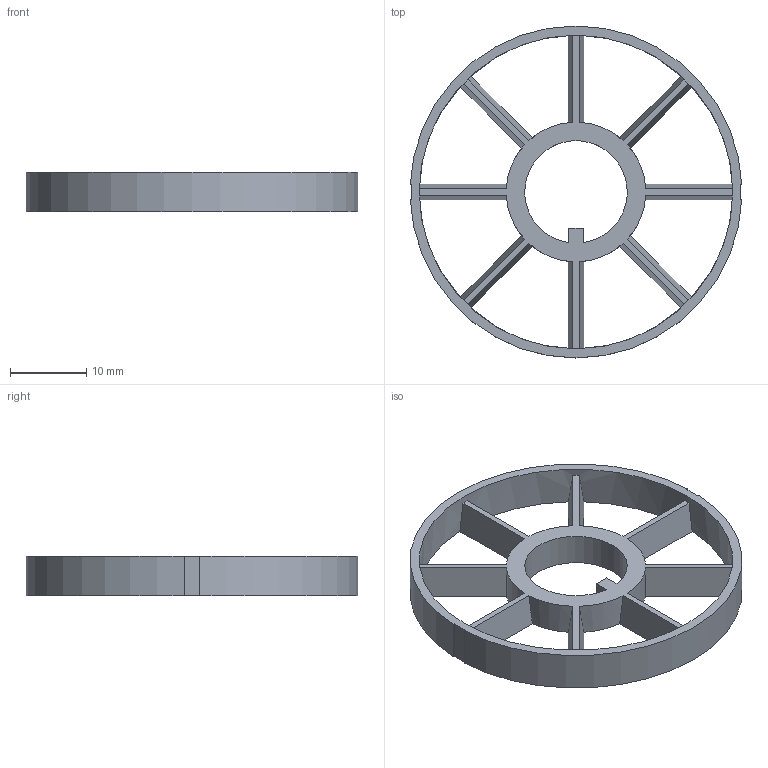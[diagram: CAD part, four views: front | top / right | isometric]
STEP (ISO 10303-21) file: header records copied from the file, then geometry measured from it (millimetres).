
FILE_DESCRIPTION(/* description */ (''),/* implementation_level */ '2;1');
FILE_NAME(/* name */ 'LED Shield - 8 bit v3.step',/* time_stamp */ '2020-10-07T20:54:59-04:00',/* author */ (''),/* organization */ (''),/* preprocessor_version */ 'ST-DEVELOPER v18.1',/* originating_system */ 'Autodesk Translation Framework v9.3.0.1241',/* authorisation */ '');
FILE_SCHEMA (('AUTOMOTIVE_DESIGN { 1 0 10303 214 3 1 1 }'));
Length unit declared in the file: millimetre
Products named in the file (1): LED Shield - 8 bit
Bounding box: 43.35 x 43.4 x 5.2 mm (x, y, z)
Volume: 1880.3 mm3; surface area: 3315 mm2
Topology: 1 solids, 1 shells, 40 faces, 135 edges, 90 vertices
Faces by surface type: plane 28, cylinder 12
Full cylindrical faces by diameter (mm): 41 x1
Entity records: 1580 total; most frequent: DIRECTION 289, ORIENTED_EDGE 270, CARTESIAN_POINT 266, EDGE_CURVE 135, AXIS2_PLACEMENT_3D 113, VERTEX_POINT 90, LINE 63, VECTOR 63
